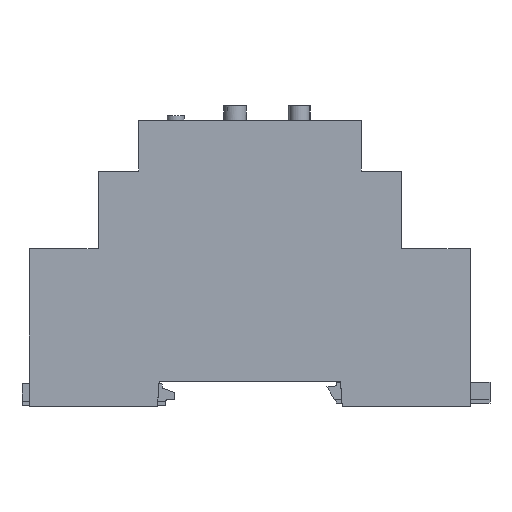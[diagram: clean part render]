
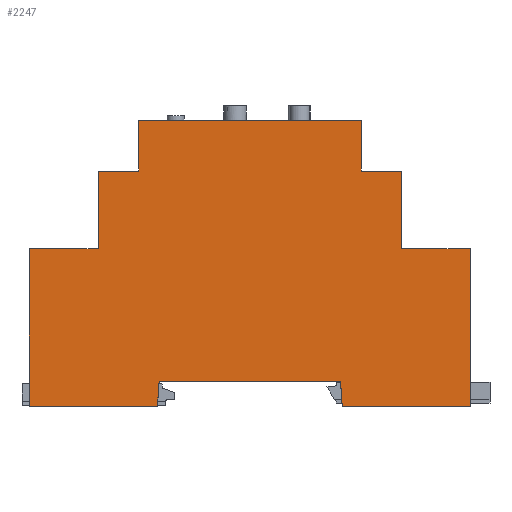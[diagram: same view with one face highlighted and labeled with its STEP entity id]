
A CAD part, left-side view. The second image highlights one B-rep face of the part: STEP entity #2247.
In plain terms, the highlighted planar face has unit normal (-1, 0, 0).
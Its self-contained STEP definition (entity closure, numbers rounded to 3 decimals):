
#2247=ADVANCED_FACE('',(#7011),#7013,.T.);
#7011=FACE_BOUND('',#7012,.T.);
#7012=EDGE_LOOP('',(#11288,#11289,#11290,#11291,#11292,#11293,#11294,#11295,#11296,
#11297,#11298,#11299,#11300,#11301,#11302,#11303));
#7013=PLANE('',#7014);
#7014=AXIS2_PLACEMENT_3D('',#7015,#7016,#7017);
#7015=CARTESIAN_POINT('',(-17.5,0.,0.));
#7016=DIRECTION('',(-1.,0.,0.));
#7017=DIRECTION('',(0.,0.,-1.));
#11288=ORIENTED_EDGE('',*,*,#14151,.T.);
#11289=ORIENTED_EDGE('',*,*,#14152,.T.);
#11290=ORIENTED_EDGE('',*,*,#14153,.T.);
#11291=ORIENTED_EDGE('',*,*,#14154,.T.);
#11292=ORIENTED_EDGE('',*,*,#14155,.T.);
#11293=ORIENTED_EDGE('',*,*,#14156,.T.);
#11294=ORIENTED_EDGE('',*,*,#14157,.T.);
#11295=ORIENTED_EDGE('',*,*,#14158,.T.);
#11296=ORIENTED_EDGE('',*,*,#14159,.T.);
#11297=ORIENTED_EDGE('',*,*,#14160,.T.);
#11298=ORIENTED_EDGE('',*,*,#14161,.T.);
#11299=ORIENTED_EDGE('',*,*,#14009,.T.);
#11300=ORIENTED_EDGE('',*,*,#14150,.T.);
#11301=ORIENTED_EDGE('',*,*,#14162,.T.);
#11302=ORIENTED_EDGE('',*,*,#14163,.T.);
#11303=ORIENTED_EDGE('',*,*,#14164,.T.);
#14009=EDGE_CURVE('',#16306,#16304,#16307,.T.);
#14150=EDGE_CURVE('',#16304,#16569,#16571,.T.);
#14151=EDGE_CURVE('',#16572,#16573,#16574,.T.);
#14152=EDGE_CURVE('',#16573,#16575,#16576,.T.);
#14153=EDGE_CURVE('',#16575,#16577,#16578,.T.);
#14154=EDGE_CURVE('',#16577,#16579,#16580,.T.);
#14155=EDGE_CURVE('',#16579,#16581,#16582,.T.);
#14156=EDGE_CURVE('',#16581,#16583,#16584,.T.);
#14157=EDGE_CURVE('',#16583,#16585,#16586,.T.);
#14158=EDGE_CURVE('',#16585,#16587,#16588,.T.);
#14159=EDGE_CURVE('',#16587,#16589,#16590,.T.);
#14160=EDGE_CURVE('',#16589,#16591,#16592,.T.);
#14161=EDGE_CURVE('',#16591,#16306,#16593,.T.);
#14162=EDGE_CURVE('',#16569,#16594,#16595,.T.);
#14163=EDGE_CURVE('',#16594,#16596,#16597,.T.);
#14164=EDGE_CURVE('',#16596,#16572,#16598,.T.);
#16304=VERTEX_POINT('',#20736);
#16306=VERTEX_POINT('',#20740);
#16307=LINE('',#20741,#20742);
#16569=VERTEX_POINT('',#21359);
#16571=LINE('',#21363,#21364);
#16572=VERTEX_POINT('',#21366);
#16573=VERTEX_POINT('',#21367);
#16574=LINE('',#21368,#21369);
#16575=VERTEX_POINT('',#21371);
#16576=LINE('',#21372,#21373);
#16577=VERTEX_POINT('',#21375);
#16578=LINE('',#21376,#21377);
#16579=VERTEX_POINT('',#21379);
#16580=LINE('',#21380,#21381);
#16581=VERTEX_POINT('',#21383);
#16582=LINE('',#21384,#21385);
#16583=VERTEX_POINT('',#21387);
#16584=LINE('',#21388,#21389);
#16585=VERTEX_POINT('',#21391);
#16586=LINE('',#21392,#21393);
#16587=VERTEX_POINT('',#21395);
#16588=LINE('',#21396,#21397);
#16589=VERTEX_POINT('',#21399);
#16590=LINE('',#21400,#21401);
#16591=VERTEX_POINT('',#21403);
#16592=LINE('',#21404,#21405);
#16593=LINE('',#21407,#21408);
#16594=VERTEX_POINT('',#21410);
#16595=LINE('',#21411,#21412);
#16596=VERTEX_POINT('',#21414);
#16597=LINE('',#21415,#21416);
#16598=LINE('',#21418,#21419);
#20736=CARTESIAN_POINT('',(-17.5,22.5,52.804));
#20740=CARTESIAN_POINT('',(-17.5,-22.5,52.804));
#20741=CARTESIAN_POINT('',(-17.5,-22.5,52.804));
#20742=VECTOR('',#20743,1.);
#20743=DIRECTION('',(0.,1.,0.));
#21359=CARTESIAN_POINT('',(-17.5,22.5,42.606));
#21363=CARTESIAN_POINT('',(-17.5,22.5,52.804));
#21364=VECTOR('',#21365,1.);
#21365=DIRECTION('',(0.,0.,-1.));
#21366=CARTESIAN_POINT('',(-17.5,44.6,26.878));
#21367=CARTESIAN_POINT('',(-17.5,44.6,-4.987));
#21368=CARTESIAN_POINT('',(-17.5,44.6,26.878));
#21369=VECTOR('',#21370,1.);
#21370=DIRECTION('',(0.,0.,-1.));
#21371=CARTESIAN_POINT('',(-17.5,18.7,-4.987));
#21372=CARTESIAN_POINT('',(-17.5,44.6,-4.987));
#21373=VECTOR('',#21374,1.);
#21374=DIRECTION('',(0.,-1.,0.));
#21375=CARTESIAN_POINT('',(-17.5,18.351,0.));
#21376=CARTESIAN_POINT('',(-17.5,18.7,-4.987));
#21377=VECTOR('',#21378,1.);
#21378=DIRECTION('',(0.,-0.07,0.998));
#21379=CARTESIAN_POINT('',(-17.5,-18.351,0.));
#21380=CARTESIAN_POINT('',(-17.5,18.351,0.));
#21381=VECTOR('',#21382,1.);
#21382=DIRECTION('',(0.,-1.,0.));
#21383=CARTESIAN_POINT('',(-17.5,-18.7,-4.987));
#21384=CARTESIAN_POINT('',(-17.5,-18.351,0.));
#21385=VECTOR('',#21386,1.);
#21386=DIRECTION('',(0.,-0.07,-0.998));
#21387=CARTESIAN_POINT('',(-17.5,-44.6,-4.987));
#21388=CARTESIAN_POINT('',(-17.5,-18.7,-4.987));
#21389=VECTOR('',#21390,1.);
#21390=DIRECTION('',(0.,-1.,0.));
#21391=CARTESIAN_POINT('',(-17.5,-44.6,26.878));
#21392=CARTESIAN_POINT('',(-17.5,-44.6,-4.987));
#21393=VECTOR('',#21394,1.);
#21394=DIRECTION('',(0.,0.,1.));
#21395=CARTESIAN_POINT('',(-17.5,-30.7,26.878));
#21396=CARTESIAN_POINT('',(-17.5,-44.6,26.878));
#21397=VECTOR('',#21398,1.);
#21398=DIRECTION('',(0.,1.,0.));
#21399=CARTESIAN_POINT('',(-17.5,-30.7,42.606));
#21400=CARTESIAN_POINT('',(-17.5,-30.7,26.878));
#21401=VECTOR('',#21402,1.);
#21402=DIRECTION('',(0.,0.,1.));
#21403=CARTESIAN_POINT('',(-17.5,-22.5,42.606));
#21404=CARTESIAN_POINT('',(-17.5,-30.7,42.606));
#21405=VECTOR('',#21406,1.);
#21406=DIRECTION('',(0.,1.,0.));
#21407=CARTESIAN_POINT('',(-17.5,-22.5,42.606));
#21408=VECTOR('',#21409,1.);
#21409=DIRECTION('',(0.,0.,1.));
#21410=CARTESIAN_POINT('',(-17.5,30.7,42.606));
#21411=CARTESIAN_POINT('',(-17.5,22.5,42.606));
#21412=VECTOR('',#21413,1.);
#21413=DIRECTION('',(0.,1.,0.));
#21414=CARTESIAN_POINT('',(-17.5,30.7,26.878));
#21415=CARTESIAN_POINT('',(-17.5,30.7,42.606));
#21416=VECTOR('',#21417,1.);
#21417=DIRECTION('',(0.,0.,-1.));
#21418=CARTESIAN_POINT('',(-17.5,30.7,26.878));
#21419=VECTOR('',#21420,1.);
#21420=DIRECTION('',(0.,1.,0.));
